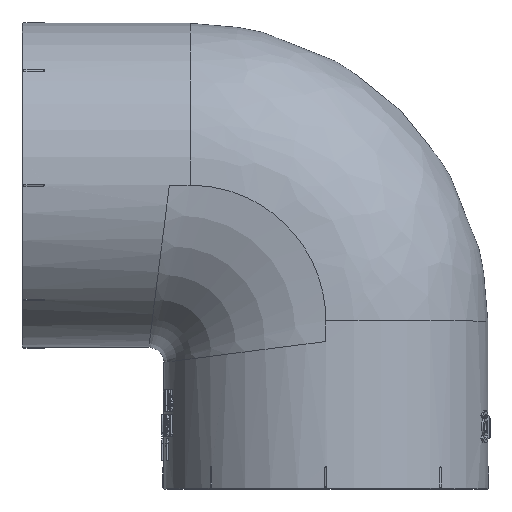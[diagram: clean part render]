
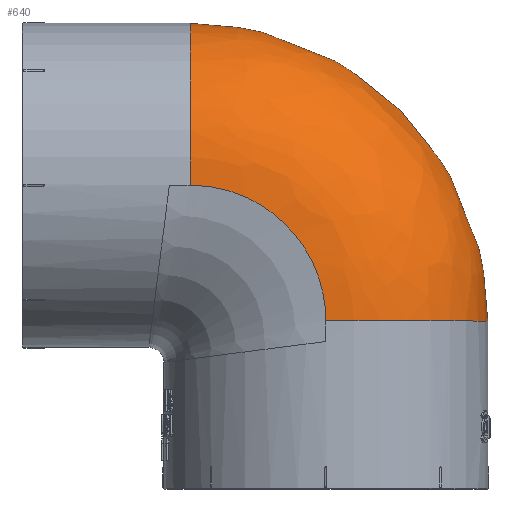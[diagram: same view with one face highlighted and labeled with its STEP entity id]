
A CAD part, top view. The second image highlights one B-rep face of the part: STEP entity #640.
In plain terms, the highlighted free-form (B-spline) face has degree [3, 3] with [7, 4] control points.
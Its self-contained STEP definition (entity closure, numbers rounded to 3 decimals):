
#187=(
BOUNDED_SURFACE()
B_SPLINE_SURFACE(3,3,((#12409,#12410,#12411,#12412),(#12413,#12414,#12415,
#12416),(#12417,#12418,#12419,#12420),(#12421,#12422,#12423,#12424),(#12425,
#12426,#12427,#12428),(#12429,#12430,#12431,#12432),(#12433,#12434,#12435,
#12436)),.UNSPECIFIED.,.F.,.F.,.F.)
B_SPLINE_SURFACE_WITH_KNOTS((4,3,4),(4,4),(0.,0.5,1.),(0.,1.),
 .UNSPECIFIED.)
GEOMETRIC_REPRESENTATION_ITEM()
RATIONAL_B_SPLINE_SURFACE(((1.,0.805,0.805,1.),
(0.8,0.644,0.644,0.8),
(0.8,0.644,0.644,0.8),
(1.,0.805,0.805,1.),(0.8,0.644,
0.644,0.8),(0.8,0.644,0.644,
0.8),(1.,0.805,0.805,1.)))
REPRESENTATION_ITEM('')
SURFACE()
);
#188=FACE_OUTER_BOUND('',#1412,.T.);
#640=ADVANCED_FACE('',(#188),#187,.T.);
#1050=CIRCLE('',#5540,37.6);
#1055=CIRCLE('',#5548,37.6);
#1412=EDGE_LOOP('',(#2053,#2054,#2055,#2056));
#2053=ORIENTED_EDGE('',*,*,#4167,.F.);
#2054=ORIENTED_EDGE('',*,*,#4263,.T.);
#2055=ORIENTED_EDGE('',*,*,#4264,.T.);
#2056=ORIENTED_EDGE('',*,*,#4265,.T.);
#3604=VERTEX_POINT('',#9724);
#3605=VERTEX_POINT('',#9726);
#3700=VERTEX_POINT('',#12396);
#3701=VERTEX_POINT('',#12398);
#4167=EDGE_CURVE('',#3604,#3605,#1050,.T.);
#4263=EDGE_CURVE('',#3604,#3700,#5056,.T.);
#4264=EDGE_CURVE('',#3700,#3701,#1055,.T.);
#4265=EDGE_CURVE('',#3701,#3605,#5057,.T.);
#5056=B_SPLINE_CURVE_WITH_KNOTS('',3,(#12386,#12387,#12388,#12389,#12390,
#12391,#12392,#12393,#12394,#12395),.UNSPECIFIED.,.F.,.F.,(4,2,2,2,4),(0.,
0.25,0.5,0.75,1.),.UNSPECIFIED.);
#5057=B_SPLINE_CURVE_WITH_KNOTS('',3,(#12399,#12400,#12401,#12402,#12403,
#12404,#12405,#12406,#12407,#12408),.UNSPECIFIED.,.F.,.F.,(4,2,2,2,4),(0.,
0.25,0.5,0.75,1.),.UNSPECIFIED.);
#5540=AXIS2_PLACEMENT_3D('',#9725,#5855,#5856);
#5548=AXIS2_PLACEMENT_3D('',#12397,#5871,#5872);
#5855=DIRECTION('',(0.,-1.,0.));
#5856=DIRECTION('',(0.,0.,-1.));
#5871=DIRECTION('',(1.,0.,0.));
#5872=DIRECTION('',(0.,0.,-1.));
#9724=CARTESIAN_POINT('',(631.492,0.,-37.6));
#9725=CARTESIAN_POINT('',(631.492,0.,0.));
#9726=CARTESIAN_POINT('',(631.492,0.,37.6));
#12386=CARTESIAN_POINT('',(631.492,0.,-37.6));
#12387=CARTESIAN_POINT('',(631.492,4.122,-37.6));
#12388=CARTESIAN_POINT('',(630.672,8.243,-37.6));
#12389=CARTESIAN_POINT('',(627.517,15.86,-37.6));
#12390=CARTESIAN_POINT('',(625.183,19.353,-37.6));
#12391=CARTESIAN_POINT('',(619.353,25.183,-37.6));
#12392=CARTESIAN_POINT('',(615.86,27.517,-37.6));
#12393=CARTESIAN_POINT('',(608.243,30.672,-37.6));
#12394=CARTESIAN_POINT('',(604.122,31.492,-37.6));
#12395=CARTESIAN_POINT('',(600.,31.492,-37.6));
#12396=CARTESIAN_POINT('',(600.,31.492,-37.6));
#12397=CARTESIAN_POINT('',(600.,31.492,0.));
#12398=CARTESIAN_POINT('',(600.,31.492,37.6));
#12399=CARTESIAN_POINT('',(600.,31.492,37.6));
#12400=CARTESIAN_POINT('',(604.122,31.492,37.6));
#12401=CARTESIAN_POINT('',(608.243,30.672,37.6));
#12402=CARTESIAN_POINT('',(615.86,27.517,37.6));
#12403=CARTESIAN_POINT('',(619.353,25.183,37.6));
#12404=CARTESIAN_POINT('',(625.183,19.353,37.6));
#12405=CARTESIAN_POINT('',(627.517,15.86,37.6));
#12406=CARTESIAN_POINT('',(630.672,8.243,37.6));
#12407=CARTESIAN_POINT('',(631.492,4.122,37.6));
#12408=CARTESIAN_POINT('',(631.492,0.,37.6));
#12409=CARTESIAN_POINT('',(630.781,0.,37.593));
#12410=CARTESIAN_POINT('',(630.781,18.031,37.593));
#12411=CARTESIAN_POINT('',(618.031,30.781,37.593));
#12412=CARTESIAN_POINT('',(600.,30.781,37.593));
#12413=CARTESIAN_POINT('',(653.134,0.,38.016));
#12414=CARTESIAN_POINT('',(653.134,31.125,38.016));
#12415=CARTESIAN_POINT('',(631.125,53.134,38.016));
#12416=CARTESIAN_POINT('',(600.,53.134,38.016));
#12417=CARTESIAN_POINT('',(669.092,0.,22.357));
#12418=CARTESIAN_POINT('',(669.092,40.473,22.357));
#12419=CARTESIAN_POINT('',(640.473,69.092,22.357));
#12420=CARTESIAN_POINT('',(600.,69.092,22.357));
#12421=CARTESIAN_POINT('',(669.092,0.,0.));
#12422=CARTESIAN_POINT('',(669.092,40.473,0.));
#12423=CARTESIAN_POINT('',(640.473,69.092,0.));
#12424=CARTESIAN_POINT('',(600.,69.092,0.));
#12425=CARTESIAN_POINT('',(669.092,0.,-22.357));
#12426=CARTESIAN_POINT('',(669.092,40.473,-22.357));
#12427=CARTESIAN_POINT('',(640.473,69.092,-22.357));
#12428=CARTESIAN_POINT('',(600.,69.092,-22.357));
#12429=CARTESIAN_POINT('',(653.134,0.,-38.016));
#12430=CARTESIAN_POINT('',(653.134,31.125,-38.016));
#12431=CARTESIAN_POINT('',(631.125,53.134,-38.016));
#12432=CARTESIAN_POINT('',(600.,53.134,-38.016));
#12433=CARTESIAN_POINT('',(630.781,0.,-37.593));
#12434=CARTESIAN_POINT('',(630.781,18.031,-37.593));
#12435=CARTESIAN_POINT('',(618.031,30.781,-37.593));
#12436=CARTESIAN_POINT('',(600.,30.781,-37.593));
